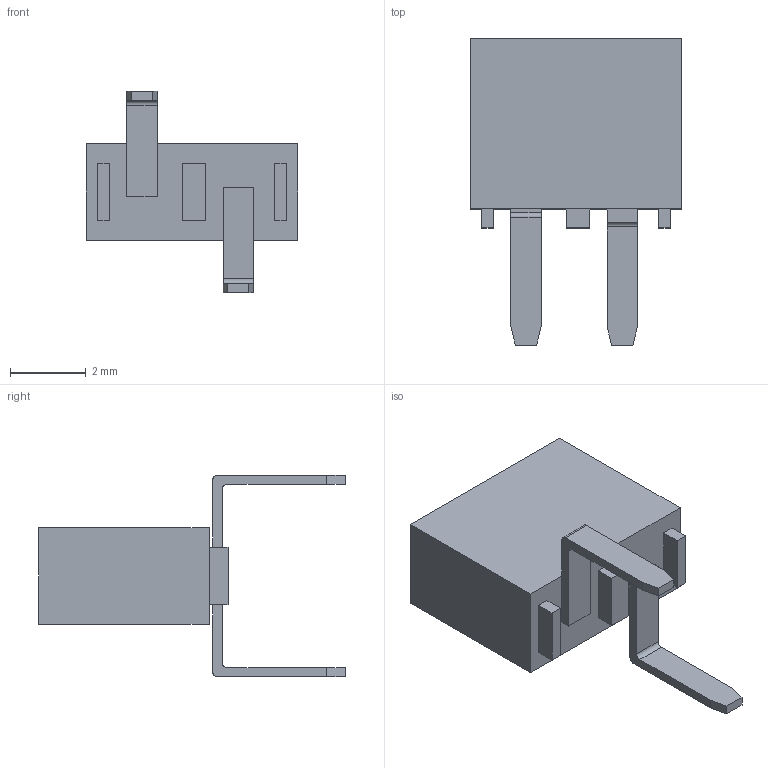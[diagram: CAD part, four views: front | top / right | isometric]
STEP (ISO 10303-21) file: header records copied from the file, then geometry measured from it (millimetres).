
FILE_DESCRIPTION((''),'2;1');
FILE_NAME('PBFY-02B2-A-030-F','2023-11-20T',('gain.gao'),(''),'PRO/ENGINEER BY PARAMETRIC TECHNOLOGY CORPORATION, 2015440','PRO/ENGINEER BY PARAMETRIC TECHNOLOGY CORPORATION, 2015440','');
FILE_SCHEMA(('AUTOMOTIVE_DESIGN { 1 0 10303 214 1 1 1 1 }'));
Length unit declared in the file: millimetre
Products named in the file (1): PBFY-02B2-A-030-F
Bounding box: 5.58 x 8.1 x 5.33 mm (x, y, z)
Volume: 65.6 mm3; surface area: 136.2 mm2
Topology: 1 solids, 1 shells, 65 faces, 160 edges, 104 vertices
Faces by surface type: plane 61, cylinder 4
Entity records: 2716 total; most frequent: CARTESIAN_POINT 331, ORIENTED_EDGE 320, DIRECTION 298, PRESENTATION_STYLE_ASSIGNMENT 185, STYLED_ITEM 161, CURVE_STYLE 160, EDGE_CURVE 160, VECTOR 152
